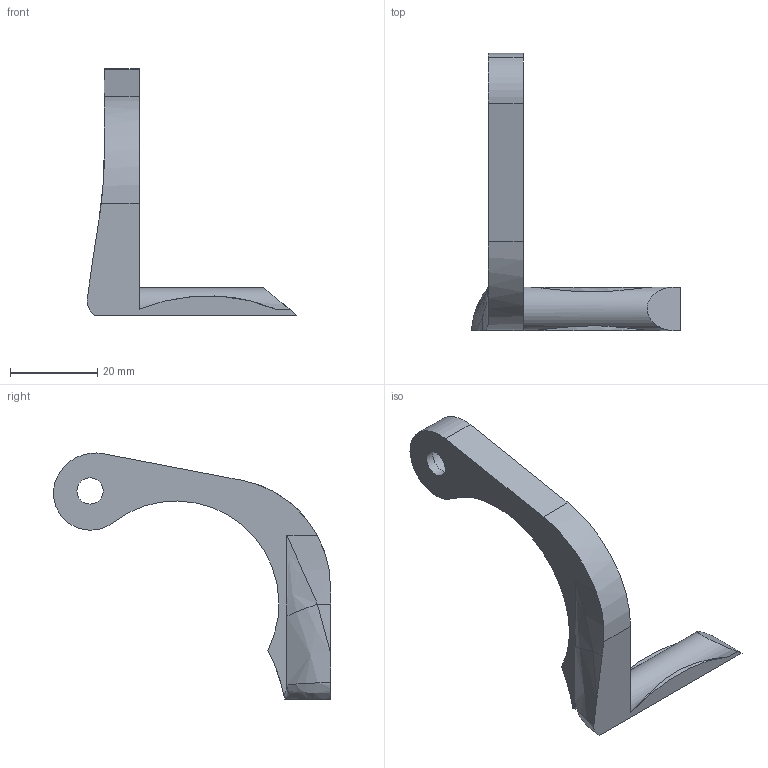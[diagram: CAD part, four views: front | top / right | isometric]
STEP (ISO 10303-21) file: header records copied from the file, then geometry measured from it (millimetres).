
FILE_DESCRIPTION(/* description */ (''),/* implementation_level */ '2;1');
FILE_NAME(/* name */ 'Mounting bracket.step',/* time_stamp */ '2025-04-24T11:41:22-04:00',/* author */ (''),/* organization */ (''),/* preprocessor_version */ 'ST-DEVELOPER v20.1',/* originating_system */ 'Autodesk Translation Framework v14.4.0.0',/* authorisation */ '');
FILE_SCHEMA (('AUTOMOTIVE_DESIGN { 1 0 10303 214 3 1 1 }'));
Length unit declared in the file: centimetre
Products named in the file (1): scooper v1.2
Bounding box: 48.03 x 63.49 x 56.38 mm (x, y, z)
Volume: 10168.8 mm3; surface area: 5309.9 mm2
Topology: 1 solids, 1 shells, 33 faces, 90 edges, 58 vertices
Faces by surface type: plane 17, cylinder 12, bspline 4
Full cylindrical faces by diameter (mm): 6 x1, 7.5 x1
Entity records: 1210 total; most frequent: CARTESIAN_POINT 347, ORIENTED_EDGE 176, DIRECTION 164, EDGE_CURVE 88, VERTEX_POINT 58, AXIS2_PLACEMENT_3D 56, LINE 52, VECTOR 52
